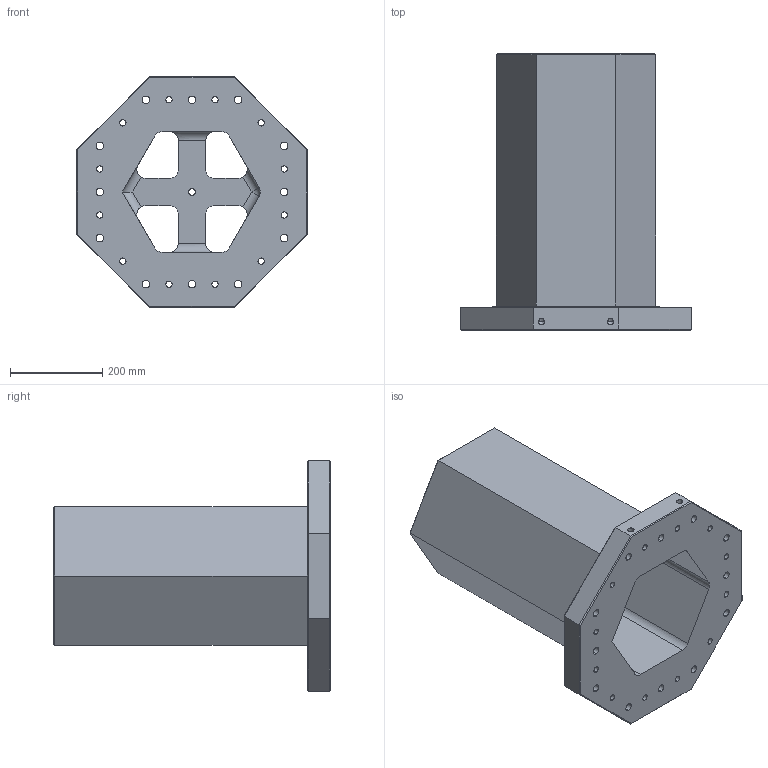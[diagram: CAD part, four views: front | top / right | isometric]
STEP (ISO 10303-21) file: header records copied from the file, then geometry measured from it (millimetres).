
FILE_DESCRIPTION (( 'STEP AP214' ), '1' );
FILE_NAME ('05-0313.STEP', '2024-02-09T16:46:20', ( '' ), ( '' ), 'SwSTEP 2.0', 'SolidWorks 2022', '' );
FILE_SCHEMA (( 'AUTOMOTIVE_DESIGN' ));
Length unit declared in the file: millimetre
Products named in the file (1): 05-0313
Bounding box: 500 x 600 x 500 mm (x, y, z)
Volume: 17984634.2 mm3; surface area: 1593999 mm2
Topology: 1 solids, 1 shells, 164 faces, 446 edges, 272 vertices
Faces by surface type: cylinder 91, plane 54, cone 18, sphere 1
Entity records: 5825 total; most frequent: DIRECTION 915, CARTESIAN_POINT 889, ORIENTED_EDGE 852, EDGE_CURVE 426, AXIS2_PLACEMENT_3D 333, VERTEX_POINT 271, LINE 249, VECTOR 249
